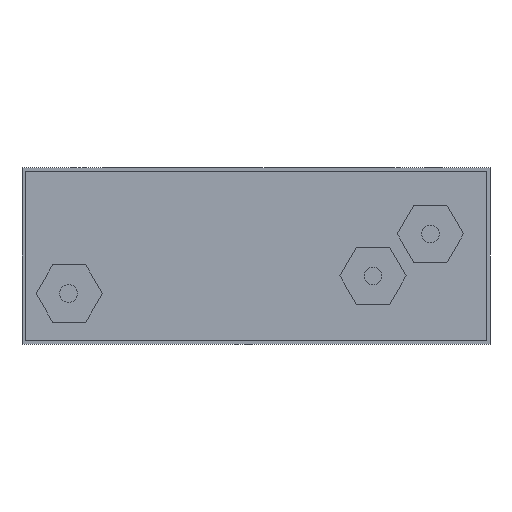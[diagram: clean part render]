
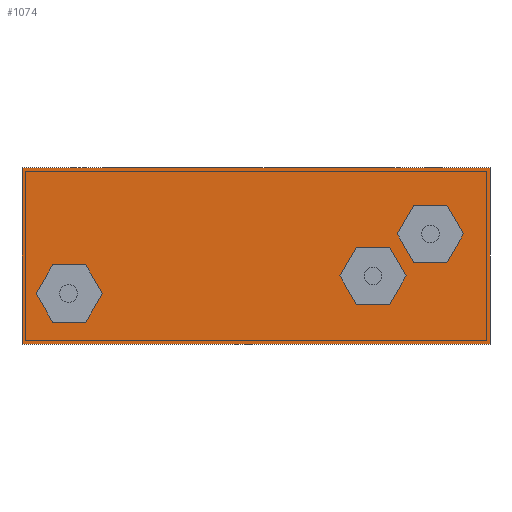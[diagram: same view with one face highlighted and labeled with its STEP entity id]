
A CAD part, front view. The second image highlights one B-rep face of the part: STEP entity #1074.
In plain terms, the highlighted planar face has unit normal (0, -1, 0).
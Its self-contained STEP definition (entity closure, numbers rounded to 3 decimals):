
#13=DIRECTION('',(0.5,0.,-0.866));
#14=VECTOR('',#13,15.);
#15=CARTESIAN_POINT('',(-99.594,0.,-57.));
#16=LINE('',#15,#14);
#17=DIRECTION('',(0.5,0.,0.866));
#18=VECTOR('',#17,15.);
#19=CARTESIAN_POINT('',(-77.094,0.,-69.99));
#20=LINE('',#19,#18);
#21=DIRECTION('',(-0.5,0.,0.866));
#22=VECTOR('',#21,15.);
#23=CARTESIAN_POINT('',(-69.594,0.,-57.));
#24=LINE('',#23,#22);
#25=DIRECTION('',(-0.5,0.,-0.866));
#26=VECTOR('',#25,15.);
#27=CARTESIAN_POINT('',(-92.094,0.,-44.01));
#28=LINE('',#27,#26);
#29=DIRECTION('',(0.5,0.,-0.866));
#30=VECTOR('',#29,15.);
#31=CARTESIAN_POINT('',(64.,0.,-30.));
#32=LINE('',#31,#30);
#33=DIRECTION('',(0.5,0.,0.866));
#34=VECTOR('',#33,15.);
#35=CARTESIAN_POINT('',(86.5,0.,-42.99));
#36=LINE('',#35,#34);
#37=DIRECTION('',(-0.5,0.,0.866));
#38=VECTOR('',#37,15.);
#39=CARTESIAN_POINT('',(94.,0.,-30.));
#40=LINE('',#39,#38);
#41=DIRECTION('',(-0.5,0.,-0.866));
#42=VECTOR('',#41,15.);
#43=CARTESIAN_POINT('',(71.5,0.,-17.01));
#44=LINE('',#43,#42);
#45=DIRECTION('',(-0.5,0.,0.866));
#46=VECTOR('',#45,15.);
#47=CARTESIAN_POINT('',(68.,0.,-49.));
#48=LINE('',#47,#46);
#49=DIRECTION('',(-0.5,0.,-0.866));
#50=VECTOR('',#49,15.);
#51=CARTESIAN_POINT('',(45.5,0.,-36.01));
#52=LINE('',#51,#50);
#53=DIRECTION('',(0.5,0.,-0.866));
#54=VECTOR('',#53,15.);
#55=CARTESIAN_POINT('',(38.,0.,-49.));
#56=LINE('',#55,#54);
#57=DIRECTION('',(0.5,0.,0.866));
#58=VECTOR('',#57,15.);
#59=CARTESIAN_POINT('',(60.5,0.,-61.99));
#60=LINE('',#59,#58);
#61=DIRECTION('',(-1.,0.,0.));
#62=VECTOR('',#61,212.);
#63=CARTESIAN_POINT('',(106.,0.,0.));
#64=LINE('',#63,#62);
#149=DIRECTION('',(0.,0.,-1.));
#150=VECTOR('',#149,80.);
#151=CARTESIAN_POINT('',(-106.,0.,0.));
#152=LINE('',#151,#150);
#157=DIRECTION('',(1.,0.,0.));
#158=VECTOR('',#157,212.);
#159=CARTESIAN_POINT('',(-106.,0.,-80.));
#160=LINE('',#159,#158);
#165=DIRECTION('',(0.,0.,1.));
#166=VECTOR('',#165,80.);
#167=CARTESIAN_POINT('',(106.,0.,-80.));
#168=LINE('',#167,#166);
#557=DIRECTION('',(1.,0.,0.));
#558=VECTOR('',#557,15.);
#559=CARTESIAN_POINT('',(71.5,0.,-17.01));
#560=LINE('',#559,#558);
#573=DIRECTION('',(-1.,0.,0.));
#574=VECTOR('',#573,15.);
#575=CARTESIAN_POINT('',(86.5,0.,-42.99));
#576=LINE('',#575,#574);
#631=DIRECTION('',(-1.,0.,0.));
#632=VECTOR('',#631,15.);
#633=CARTESIAN_POINT('',(60.5,0.,-61.99));
#634=LINE('',#633,#632);
#647=DIRECTION('',(1.,0.,0.));
#648=VECTOR('',#647,15.);
#649=CARTESIAN_POINT('',(45.5,0.,-36.01));
#650=LINE('',#649,#648);
#705=DIRECTION('',(1.,0.,0.));
#706=VECTOR('',#705,15.);
#707=CARTESIAN_POINT('',(-92.094,0.,-44.01));
#708=LINE('',#707,#706);
#721=DIRECTION('',(-1.,0.,0.));
#722=VECTOR('',#721,15.);
#723=CARTESIAN_POINT('',(-77.094,0.,-69.99));
#724=LINE('',#723,#722);
#785=CARTESIAN_POINT('',(106.,0.,0.));
#786=CARTESIAN_POINT('',(-106.,0.,0.));
#787=VERTEX_POINT('',#785);
#788=VERTEX_POINT('',#786);
#789=CARTESIAN_POINT('',(106.,0.,-80.));
#790=VERTEX_POINT('',#789);
#791=CARTESIAN_POINT('',(-106.,0.,-80.));
#792=VERTEX_POINT('',#791);
#793=CARTESIAN_POINT('',(-99.594,0.,-57.));
#794=CARTESIAN_POINT('',(-92.094,0.,-69.99));
#795=VERTEX_POINT('',#793);
#796=VERTEX_POINT('',#794);
#797=CARTESIAN_POINT('',(-77.094,0.,-69.99));
#798=VERTEX_POINT('',#797);
#799=CARTESIAN_POINT('',(-69.594,0.,-57.));
#800=VERTEX_POINT('',#799);
#801=CARTESIAN_POINT('',(-77.094,0.,-44.01));
#802=VERTEX_POINT('',#801);
#803=CARTESIAN_POINT('',(-92.094,0.,-44.01));
#804=VERTEX_POINT('',#803);
#805=CARTESIAN_POINT('',(64.,0.,-30.));
#806=CARTESIAN_POINT('',(71.5,0.,-42.99));
#807=VERTEX_POINT('',#805);
#808=VERTEX_POINT('',#806);
#809=CARTESIAN_POINT('',(86.5,0.,-42.99));
#810=VERTEX_POINT('',#809);
#811=CARTESIAN_POINT('',(94.,0.,-30.));
#812=VERTEX_POINT('',#811);
#813=CARTESIAN_POINT('',(86.5,0.,-17.01));
#814=VERTEX_POINT('',#813);
#815=CARTESIAN_POINT('',(71.5,0.,-17.01));
#816=VERTEX_POINT('',#815);
#817=CARTESIAN_POINT('',(68.,0.,-49.));
#818=CARTESIAN_POINT('',(60.5,0.,-36.01));
#819=VERTEX_POINT('',#817);
#820=VERTEX_POINT('',#818);
#821=CARTESIAN_POINT('',(45.5,0.,-36.01));
#822=VERTEX_POINT('',#821);
#823=CARTESIAN_POINT('',(38.,0.,-49.));
#824=VERTEX_POINT('',#823);
#825=CARTESIAN_POINT('',(45.5,0.,-61.99));
#826=VERTEX_POINT('',#825);
#827=CARTESIAN_POINT('',(60.5,0.,-61.99));
#828=VERTEX_POINT('',#827);
#1017=CARTESIAN_POINT('',(0.,0.,0.));
#1018=DIRECTION('',(0.,1.,0.));
#1019=DIRECTION('',(1.,0.,0.));
#1020=AXIS2_PLACEMENT_3D('',#1017,#1018,#1019);
#1021=PLANE('',#1020);
#1023=ORIENTED_EDGE('',*,*,#1022,.F.);
#1025=ORIENTED_EDGE('',*,*,#1024,.F.);
#1027=ORIENTED_EDGE('',*,*,#1026,.F.);
#1029=ORIENTED_EDGE('',*,*,#1028,.F.);
#1030=EDGE_LOOP('',(#1023,#1025,#1027,#1029));
#1031=FACE_OUTER_BOUND('',#1030,.F.);
#1033=ORIENTED_EDGE('',*,*,#1032,.T.);
#1035=ORIENTED_EDGE('',*,*,#1034,.F.);
#1037=ORIENTED_EDGE('',*,*,#1036,.T.);
#1039=ORIENTED_EDGE('',*,*,#1038,.T.);
#1041=ORIENTED_EDGE('',*,*,#1040,.F.);
#1043=ORIENTED_EDGE('',*,*,#1042,.T.);
#1044=EDGE_LOOP('',(#1033,#1035,#1037,#1039,#1041,#1043));
#1045=FACE_BOUND('',#1044,.F.);
#1047=ORIENTED_EDGE('',*,*,#1046,.T.);
#1049=ORIENTED_EDGE('',*,*,#1048,.F.);
#1051=ORIENTED_EDGE('',*,*,#1050,.T.);
#1053=ORIENTED_EDGE('',*,*,#1052,.T.);
#1055=ORIENTED_EDGE('',*,*,#1054,.F.);
#1057=ORIENTED_EDGE('',*,*,#1056,.T.);
#1058=EDGE_LOOP('',(#1047,#1049,#1051,#1053,#1055,#1057));
#1059=FACE_BOUND('',#1058,.F.);
#1061=ORIENTED_EDGE('',*,*,#1060,.T.);
#1063=ORIENTED_EDGE('',*,*,#1062,.F.);
#1065=ORIENTED_EDGE('',*,*,#1064,.T.);
#1067=ORIENTED_EDGE('',*,*,#1066,.T.);
#1069=ORIENTED_EDGE('',*,*,#1068,.F.);
#1071=ORIENTED_EDGE('',*,*,#1070,.T.);
#1072=EDGE_LOOP('',(#1061,#1063,#1065,#1067,#1069,#1071));
#1073=FACE_BOUND('',#1072,.F.);
#1074=ADVANCED_FACE('',(#1031,#1045,#1059,#1073),#1021,.F.);
#1022=EDGE_CURVE('',#787,#788,#64,.T.);
#1024=EDGE_CURVE('',#790,#787,#168,.T.);
#1026=EDGE_CURVE('',#792,#790,#160,.T.);
#1028=EDGE_CURVE('',#788,#792,#152,.T.);
#1032=EDGE_CURVE('',#795,#796,#16,.T.);
#1034=EDGE_CURVE('',#798,#796,#724,.T.);
#1036=EDGE_CURVE('',#798,#800,#20,.T.);
#1038=EDGE_CURVE('',#800,#802,#24,.T.);
#1040=EDGE_CURVE('',#804,#802,#708,.T.);
#1042=EDGE_CURVE('',#804,#795,#28,.T.);
#1046=EDGE_CURVE('',#807,#808,#32,.T.);
#1048=EDGE_CURVE('',#810,#808,#576,.T.);
#1050=EDGE_CURVE('',#810,#812,#36,.T.);
#1052=EDGE_CURVE('',#812,#814,#40,.T.);
#1054=EDGE_CURVE('',#816,#814,#560,.T.);
#1056=EDGE_CURVE('',#816,#807,#44,.T.);
#1060=EDGE_CURVE('',#819,#820,#48,.T.);
#1062=EDGE_CURVE('',#822,#820,#650,.T.);
#1064=EDGE_CURVE('',#822,#824,#52,.T.);
#1066=EDGE_CURVE('',#824,#826,#56,.T.);
#1068=EDGE_CURVE('',#828,#826,#634,.T.);
#1070=EDGE_CURVE('',#828,#819,#60,.T.);
